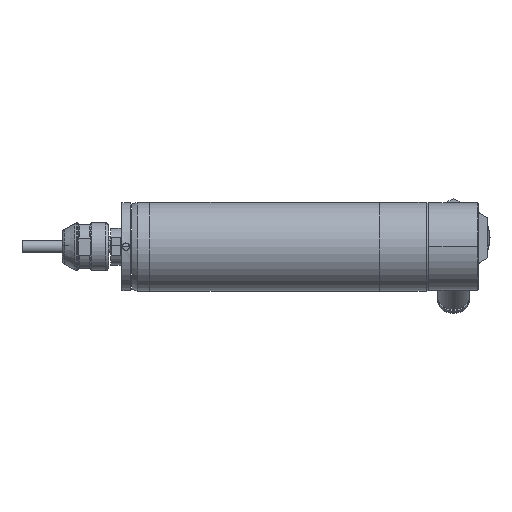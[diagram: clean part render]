
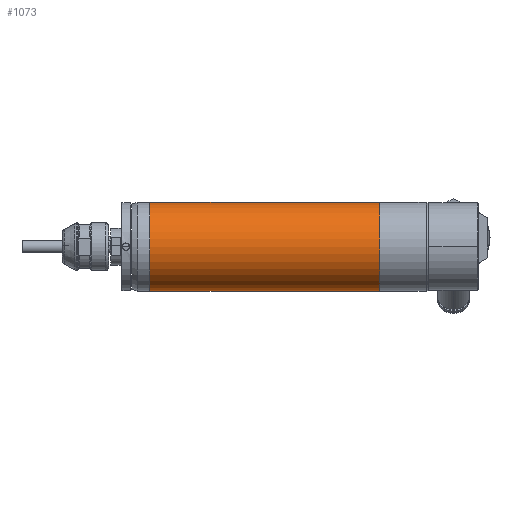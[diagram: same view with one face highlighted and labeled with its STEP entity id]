
A CAD part, front view. The second image highlights one B-rep face of the part: STEP entity #1073.
In plain terms, the highlighted cylindrical face has radius 11 mm (diameter 22 mm), a partial arc.
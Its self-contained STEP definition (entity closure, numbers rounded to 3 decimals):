
#144 = VECTOR ( 'NONE', #8521, 1000. ) ;
#361 = CARTESIAN_POINT ( 'NONE',  ( 61.5, 0., 0. ) ) ;
#779 = VERTEX_POINT ( 'NONE', #5816 ) ;
#916 = VECTOR ( 'NONE', #7923, 1000. ) ;
#1063 = DIRECTION ( 'NONE',  ( 0., 0., 1. ) ) ;
#1073 = ADVANCED_FACE ( 'NONE', ( #3169 ), #6789, .T. ) ;
#1139 = LINE ( 'NONE', #5672, #916 ) ;
#1264 = DIRECTION ( 'NONE',  ( -1., 0., 0. ) ) ;
#2120 = VERTEX_POINT ( 'NONE', #2264 ) ;
#2264 = CARTESIAN_POINT ( 'NONE',  ( 61.5, 0., 11. ) ) ;
#2515 = CARTESIAN_POINT ( 'NONE',  ( -2.845, 0., 0. ) ) ;
#2649 = AXIS2_PLACEMENT_3D ( 'NONE', #2515, #8271, #6815 ) ;
#3169 = FACE_OUTER_BOUND ( 'NONE', #8015, .T. ) ;
#3315 = CARTESIAN_POINT ( 'NONE',  ( 61.5, 0., -11. ) ) ;
#3429 = CARTESIAN_POINT ( 'NONE',  ( -2.845, 0., 11. ) ) ;
#3485 = ORIENTED_EDGE ( 'NONE', *, *, #6710, .T. ) ;
#3869 = ORIENTED_EDGE ( 'NONE', *, *, #5784, .T. ) ;
#3958 = CARTESIAN_POINT ( 'NONE',  ( 4.5, 0., -11. ) ) ;
#4008 = CIRCLE ( 'NONE', #6072, 11. ) ;
#5219 = DIRECTION ( 'NONE',  ( -1., 0., 0. ) ) ;
#5230 = ORIENTED_EDGE ( 'NONE', *, *, #7200, .F. ) ;
#5424 = CARTESIAN_POINT ( 'NONE',  ( 4.5, 0., 0. ) ) ;
#5672 = CARTESIAN_POINT ( 'NONE',  ( -2.845, 0., -11. ) ) ;
#5719 = LINE ( 'NONE', #3429, #144 ) ;
#5784 = EDGE_CURVE ( 'NONE', #5998, #2120, #8924, .T. ) ;
#5816 = CARTESIAN_POINT ( 'NONE',  ( 4.5, 0., 11. ) ) ;
#5998 = VERTEX_POINT ( 'NONE', #3315 ) ;
#6072 = AXIS2_PLACEMENT_3D ( 'NONE', #5424, #1264, #6189 ) ;
#6096 = VERTEX_POINT ( 'NONE', #3958 ) ;
#6189 = DIRECTION ( 'NONE',  ( 0., 0., 1. ) ) ;
#6288 = EDGE_CURVE ( 'NONE', #5998, #6096, #1139, .T. ) ;
#6710 = EDGE_CURVE ( 'NONE', #2120, #779, #5719, .T. ) ;
#6789 = CYLINDRICAL_SURFACE ( 'NONE', #2649, 11. ) ;
#6815 = DIRECTION ( 'NONE',  ( 0., 0., 1. ) ) ;
#7138 = AXIS2_PLACEMENT_3D ( 'NONE', #361, #5219, #1063 ) ;
#7200 = EDGE_CURVE ( 'NONE', #6096, #779, #4008, .T. ) ;
#7923 = DIRECTION ( 'NONE',  ( -1., 0., 0. ) ) ;
#8015 = EDGE_LOOP ( 'NONE', ( #8674, #3869, #3485, #5230 ) ) ;
#8271 = DIRECTION ( 'NONE',  ( -1., 0., 0. ) ) ;
#8521 = DIRECTION ( 'NONE',  ( -1., 0., 0. ) ) ;
#8674 = ORIENTED_EDGE ( 'NONE', *, *, #6288, .F. ) ;
#8924 = CIRCLE ( 'NONE', #7138, 11. ) ;
